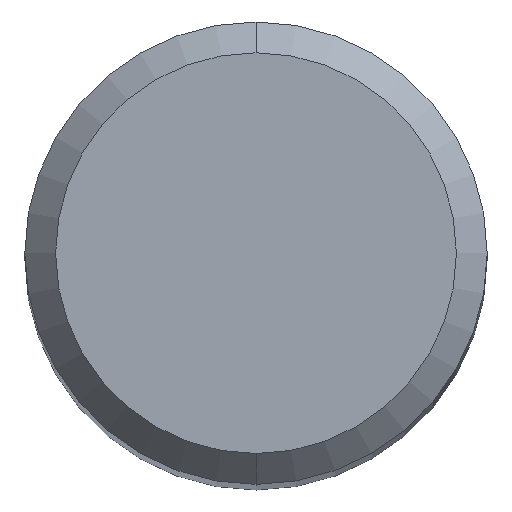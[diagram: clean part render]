
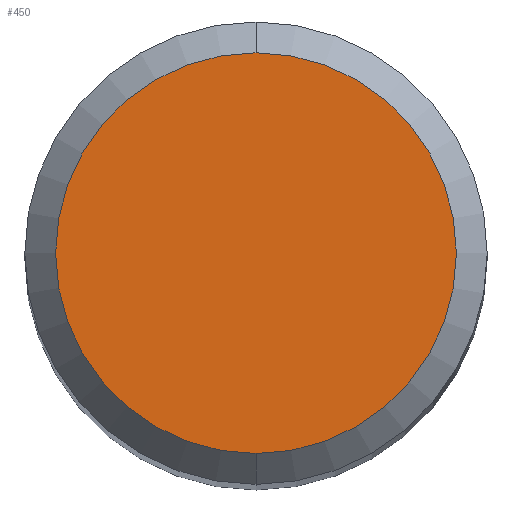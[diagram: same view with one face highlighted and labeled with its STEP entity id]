
A CAD part, top view. The second image highlights one B-rep face of the part: STEP entity #450.
In plain terms, the highlighted planar face has unit normal (0, 0, 1).
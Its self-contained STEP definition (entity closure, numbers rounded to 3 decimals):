
#288=VERTEX_POINT('',#604);
#316=VERTEX_POINT('',#634);
#328=EDGE_CURVE('',#288,#316,#646,.T.);
#398=EDGE_CURVE('',#316,#288,#727,.T.);
#450=ADVANCED_FACE('',(#780),#781,.T.);
#604=CARTESIAN_POINT('',(0.0,2.6,0.0));
#634=CARTESIAN_POINT('',(0.,-2.6,0.0));
#646=CIRCLE('',#1096,2.6);
#727=CIRCLE('',#1268,2.6);
#780=FACE_OUTER_BOUND('',#1410,.T.);
#781=PLANE('',#1411);
#1096=AXIS2_PLACEMENT_3D('',#1630,#1631,#1632);
#1268=AXIS2_PLACEMENT_3D('',#1725,#1726,#1727);
#1410=EDGE_LOOP('',(#1761,#1762));
#1411=AXIS2_PLACEMENT_3D('',#1763,#1764,#1765);
#1630=CARTESIAN_POINT('',(0.0,0.0,0.0));
#1631=DIRECTION('',(0.0,0.0,-1.0));
#1632=DIRECTION('',(0.0,1.0,0.0));
#1725=CARTESIAN_POINT('',(0.0,0.0,0.0));
#1726=DIRECTION('',(0.0,0.0,-1.0));
#1727=DIRECTION('',(0.0,1.0,0.0));
#1761=ORIENTED_EDGE('',*,*,#328,.F.);
#1762=ORIENTED_EDGE('',*,*,#398,.F.);
#1763=CARTESIAN_POINT('',(0.0,1.3,0.0));
#1764=DIRECTION('',(-0.0,0.0,1.0));
#1765=DIRECTION('',(0.0,-1.0,0.0));
